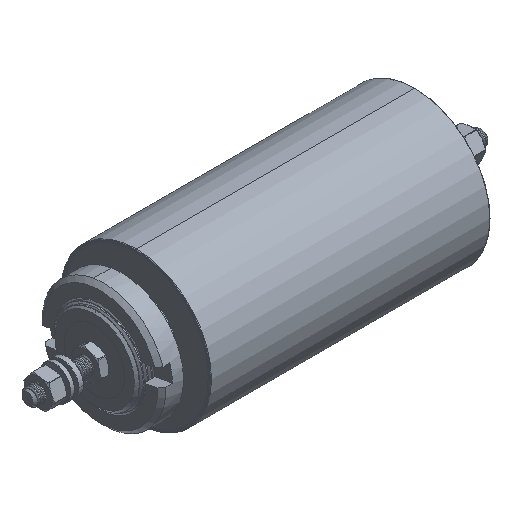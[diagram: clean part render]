
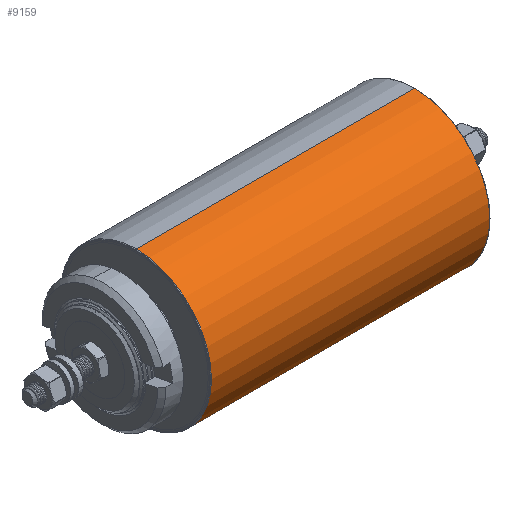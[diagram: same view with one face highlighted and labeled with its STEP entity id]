
A CAD part, isometric view. The second image highlights one B-rep face of the part: STEP entity #9159.
In plain terms, the highlighted cylindrical face has radius 27.5 mm (diameter 55 mm), a partial arc.
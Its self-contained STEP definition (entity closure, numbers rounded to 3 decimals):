
#128 = AXIS2_PLACEMENT_3D ( 'NONE', #7039, #16178, #13721 ) ;
#133 = VECTOR ( 'NONE', #18951, 1000. ) ;
#474 = DIRECTION ( 'NONE',  ( 0., 0., -1. ) ) ;
#960 = CARTESIAN_POINT ( 'NONE',  ( 102., 0., 27.5 ) ) ;
#1527 = AXIS2_PLACEMENT_3D ( 'NONE', #1775, #10341, #10490 ) ;
#1775 = CARTESIAN_POINT ( 'NONE',  ( 102., 0., 0. ) ) ;
#2763 = VERTEX_POINT ( 'NONE', #28151 ) ;
#3138 = CARTESIAN_POINT ( 'NONE',  ( 101.8, 0., -27.5 ) ) ;
#5750 = LINE ( 'NONE', #960, #133 ) ;
#7039 = CARTESIAN_POINT ( 'NONE',  ( 101.8, 0., 0. ) ) ;
#8446 = CYLINDRICAL_SURFACE ( 'NONE', #1527, 27.5 ) ;
#8740 = DIRECTION ( 'NONE',  ( 1., 0., 0. ) ) ;
#8908 = DIRECTION ( 'NONE',  ( -1., 0., 0. ) ) ;
#9159 = ADVANCED_FACE ( 'NONE', ( #28318 ), #8446, .T. ) ;
#9826 = EDGE_CURVE ( 'NONE', #2763, #16307, #5750, .T. ) ;
#10341 = DIRECTION ( 'NONE',  ( -1., 0., 0. ) ) ;
#10490 = DIRECTION ( 'NONE',  ( 0., 0., 1. ) ) ;
#13721 = DIRECTION ( 'NONE',  ( 0., 0., -1. ) ) ;
#15090 = CIRCLE ( 'NONE', #28043, 27.5 ) ;
#15666 = CARTESIAN_POINT ( 'NONE',  ( 0.2, 0., -27.5 ) ) ;
#16178 = DIRECTION ( 'NONE',  ( -1., 0., 0. ) ) ;
#16307 = VERTEX_POINT ( 'NONE', #18983 ) ;
#17176 = VERTEX_POINT ( 'NONE', #15666 ) ;
#17707 = EDGE_CURVE ( 'NONE', #27593, #2763, #22406, .T. ) ;
#18493 = ORIENTED_EDGE ( 'NONE', *, *, #17707, .T. ) ;
#18951 = DIRECTION ( 'NONE',  ( -1., 0., 0. ) ) ;
#18983 = CARTESIAN_POINT ( 'NONE',  ( 0.2, 0., 27.5 ) ) ;
#19929 = LINE ( 'NONE', #22431, #22055 ) ;
#20344 = CARTESIAN_POINT ( 'NONE',  ( 0.2, 0., 0. ) ) ;
#22022 = EDGE_CURVE ( 'NONE', #16307, #17176, #15090, .T. ) ;
#22055 = VECTOR ( 'NONE', #8908, 1000. ) ;
#22406 = CIRCLE ( 'NONE', #128, 27.5 ) ;
#22431 = CARTESIAN_POINT ( 'NONE',  ( 102., 0., -27.5 ) ) ;
#23421 = ORIENTED_EDGE ( 'NONE', *, *, #24729, .F. ) ;
#23455 = ORIENTED_EDGE ( 'NONE', *, *, #22022, .T. ) ;
#24729 = EDGE_CURVE ( 'NONE', #27593, #17176, #19929, .T. ) ;
#25474 = ORIENTED_EDGE ( 'NONE', *, *, #9826, .T. ) ;
#27065 = EDGE_LOOP ( 'NONE', ( #23421, #18493, #25474, #23455 ) ) ;
#27593 = VERTEX_POINT ( 'NONE', #3138 ) ;
#28043 = AXIS2_PLACEMENT_3D ( 'NONE', #20344, #8740, #474 ) ;
#28151 = CARTESIAN_POINT ( 'NONE',  ( 101.8, 0., 27.5 ) ) ;
#28318 = FACE_OUTER_BOUND ( 'NONE', #27065, .T. ) ;
